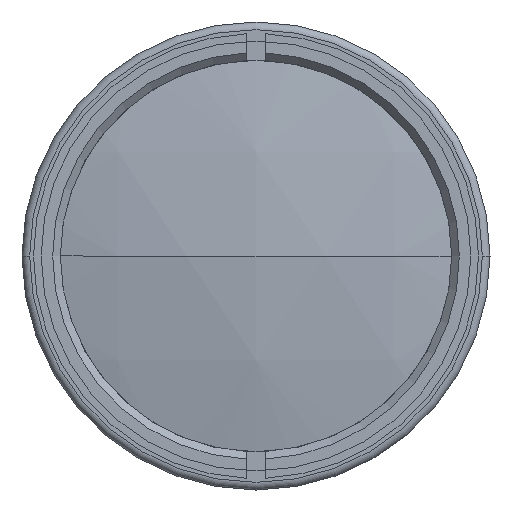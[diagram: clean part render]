
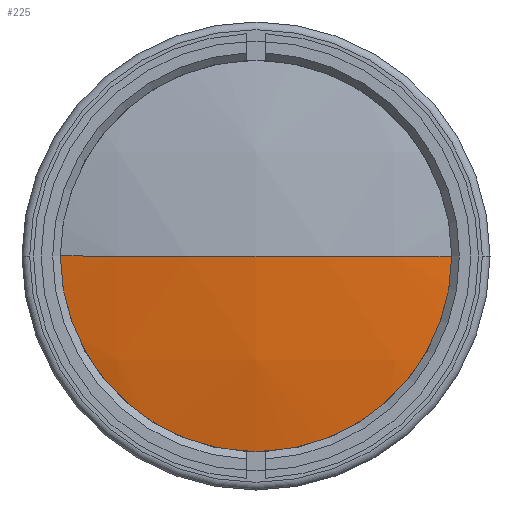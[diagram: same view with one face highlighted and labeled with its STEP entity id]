
A CAD part, left-side view. The second image highlights one B-rep face of the part: STEP entity #225.
In plain terms, the highlighted spherical face has radius 124 mm.
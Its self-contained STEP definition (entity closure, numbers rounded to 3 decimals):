
#177 = VERTEX_POINT ( 'NONE', #1238 ) ;
#225 = ADVANCED_FACE ( 'NONE', ( #1997 ), #1285, .T. ) ;
#562 = EDGE_LOOP ( 'NONE', ( #2914, #1841, #827 ) ) ;
#674 = AXIS2_PLACEMENT_3D ( 'NONE', #3205, #841, #2795 ) ;
#678 = CIRCLE ( 'NONE', #674, 27. ) ;
#827 = ORIENTED_EDGE ( 'NONE', *, *, #2739, .F. ) ;
#841 = DIRECTION ( 'NONE',  ( -1., 0., 0. ) ) ;
#915 = AXIS2_PLACEMENT_3D ( 'NONE', #1299, #2594, #2254 ) ;
#974 = CARTESIAN_POINT ( 'NONE',  ( 16.66, 0., 0. ) ) ;
#976 = DIRECTION ( 'NONE',  ( 0., 0., -1. ) ) ;
#1238 = CARTESIAN_POINT ( 'NONE',  ( -107.34, 0., 0. ) ) ;
#1258 = CIRCLE ( 'NONE', #3200, 124. ) ;
#1285 = SPHERICAL_SURFACE ( 'NONE', #1676, 124. ) ;
#1299 = CARTESIAN_POINT ( 'NONE',  ( 16.66, 0., 0. ) ) ;
#1676 = AXIS2_PLACEMENT_3D ( 'NONE', #1699, #976, #2016 ) ;
#1699 = CARTESIAN_POINT ( 'NONE',  ( 16.66, 0., 0. ) ) ;
#1841 = ORIENTED_EDGE ( 'NONE', *, *, #1919, .T. ) ;
#1919 = EDGE_CURVE ( 'NONE', #3913, #177, #1258, .T. ) ;
#1981 = CARTESIAN_POINT ( 'NONE',  ( -104.365, 27., 0. ) ) ;
#1997 = FACE_OUTER_BOUND ( 'NONE', #562, .T. ) ;
#2016 = DIRECTION ( 'NONE',  ( 0., 1., 0. ) ) ;
#2254 = DIRECTION ( 'NONE',  ( 0., -1., 0. ) ) ;
#2294 = DIRECTION ( 'NONE',  ( 0., 0., -1. ) ) ;
#2594 = DIRECTION ( 'NONE',  ( 0., 0., 1. ) ) ;
#2739 = EDGE_CURVE ( 'NONE', #3376, #177, #2792, .T. ) ;
#2792 = CIRCLE ( 'NONE', #915, 124. ) ;
#2795 = DIRECTION ( 'NONE',  ( 0., 0., 1. ) ) ;
#2914 = ORIENTED_EDGE ( 'NONE', *, *, #3563, .T. ) ;
#3200 = AXIS2_PLACEMENT_3D ( 'NONE', #974, #2294, #3330 ) ;
#3205 = CARTESIAN_POINT ( 'NONE',  ( -104.365, 0., 0. ) ) ;
#3330 = DIRECTION ( 'NONE',  ( 0., 1., 0. ) ) ;
#3376 = VERTEX_POINT ( 'NONE', #1981 ) ;
#3563 = EDGE_CURVE ( 'NONE', #3376, #3913, #678, .T. ) ;
#3913 = VERTEX_POINT ( 'NONE', #4128 ) ;
#4128 = CARTESIAN_POINT ( 'NONE',  ( -104.365, -27., 0. ) ) ;
